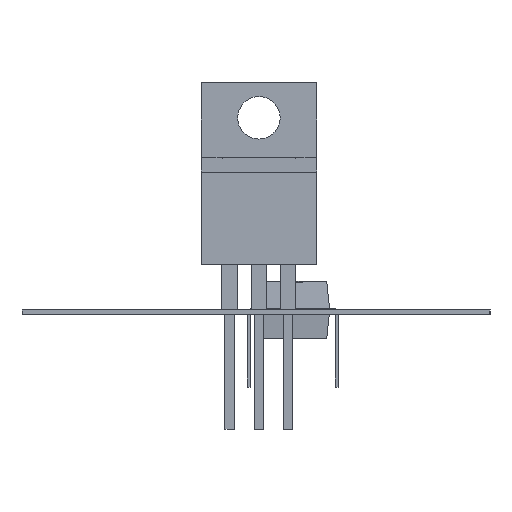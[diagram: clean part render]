
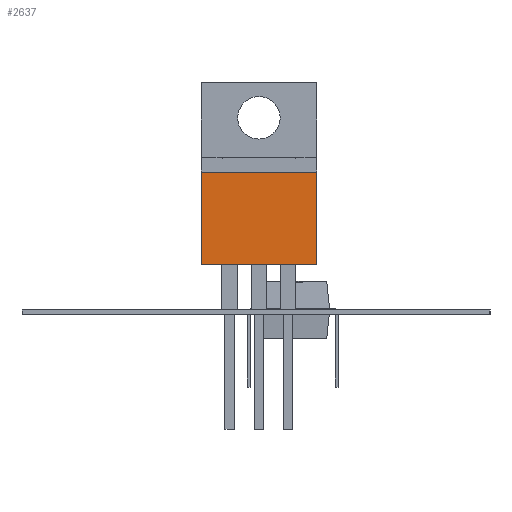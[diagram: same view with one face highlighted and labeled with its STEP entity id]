
A CAD part, left-side view. The second image highlights one B-rep face of the part: STEP entity #2637.
In plain terms, the highlighted face is planar.
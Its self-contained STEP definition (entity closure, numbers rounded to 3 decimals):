
#2595 = VERTEX_POINT('',#2596);
#2596 = CARTESIAN_POINT('',(-4.985,11.938,1.759));
#2602 = EDGE_CURVE('',#2603,#2595,#2605,.T.);
#2603 = VERTEX_POINT('',#2604);
#2604 = CARTESIAN_POINT('',(4.985,11.938,1.759));
#2605 = LINE('',#2606,#2607);
#2606 = CARTESIAN_POINT('',(4.985,11.938,1.759));
#2607 = VECTOR('',#2608,1.);
#2608 = DIRECTION('',(-1.,0.,0.));
#2637 = ADVANCED_FACE('',(#2638),#2663,.F.);
#2638 = FACE_BOUND('',#2639,.T.);
#2639 = EDGE_LOOP('',(#2640,#2648,#2656,#2662));
#2640 = ORIENTED_EDGE('',*,*,#2641,.T.);
#2641 = EDGE_CURVE('',#2595,#2642,#2644,.T.);
#2642 = VERTEX_POINT('',#2643);
#2643 = CARTESIAN_POINT('',(-4.985,3.937,1.759));
#2644 = LINE('',#2645,#2646);
#2645 = CARTESIAN_POINT('',(-4.985,11.938,1.759));
#2646 = VECTOR('',#2647,1.);
#2647 = DIRECTION('',(0.,-1.,0.));
#2648 = ORIENTED_EDGE('',*,*,#2649,.F.);
#2649 = EDGE_CURVE('',#2650,#2642,#2652,.T.);
#2650 = VERTEX_POINT('',#2651);
#2651 = CARTESIAN_POINT('',(4.985,3.937,1.759));
#2652 = LINE('',#2653,#2654);
#2653 = CARTESIAN_POINT('',(4.985,3.937,1.759));
#2654 = VECTOR('',#2655,1.);
#2655 = DIRECTION('',(-1.,0.,0.));
#2656 = ORIENTED_EDGE('',*,*,#2657,.F.);
#2657 = EDGE_CURVE('',#2603,#2650,#2658,.T.);
#2658 = LINE('',#2659,#2660);
#2659 = CARTESIAN_POINT('',(4.985,11.938,1.759));
#2660 = VECTOR('',#2661,1.);
#2661 = DIRECTION('',(0.,-1.,0.));
#2662 = ORIENTED_EDGE('',*,*,#2602,.T.);
#2663 = PLANE('',#2664);
#2664 = AXIS2_PLACEMENT_3D('',#2665,#2666,#2667);
#2665 = CARTESIAN_POINT('',(4.985,11.938,1.759));
#2666 = DIRECTION('',(0.,0.,-1.));
#2667 = DIRECTION('',(0.,1.,0.));
